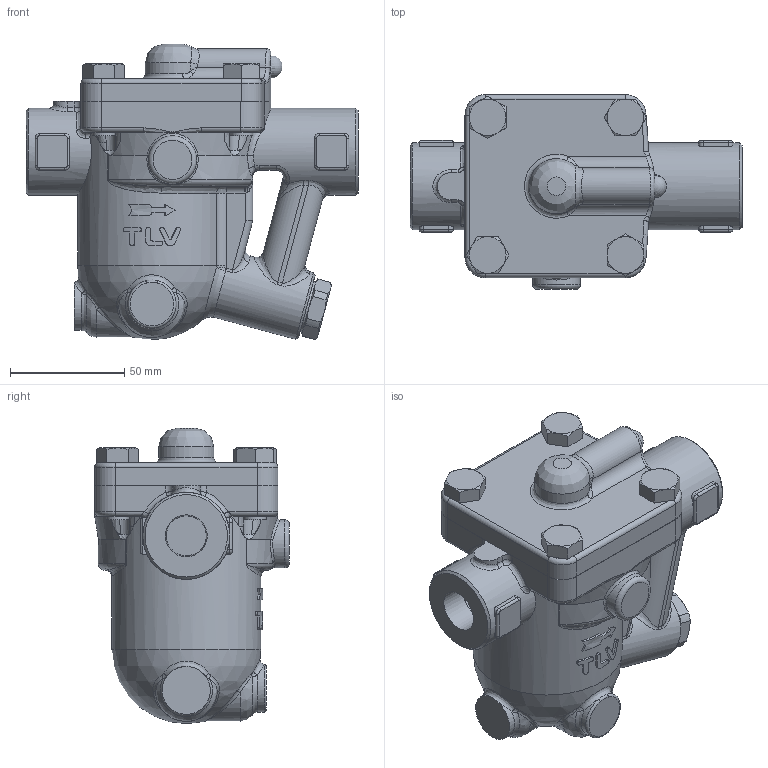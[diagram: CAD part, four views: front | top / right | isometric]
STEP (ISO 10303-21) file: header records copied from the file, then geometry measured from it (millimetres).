
FILE_DESCRIPTION((''),'2;1');
FILE_NAME('jh3sb-015-screw-00.stp','2009-10-15T13:28:14',('nakaot'),(''),'Autodesk Inventor 2008','Autodesk Inventor 2008','');
FILE_SCHEMA(('AUTOMOTIVE_DESIGN { 1 0 10303 214 1 1 1 1 }'));
Length unit declared in the file: millimetre
Products named in the file (1): jh3sb-015-screw-00
Bounding box: 145 x 85 x 129.08 mm (x, y, z)
Volume: 599014.6 mm3; surface area: 67341.9 mm2
Topology: 1 solids, 2 shells, 495 faces, 1213 edges, 729 vertices
Faces by surface type: bspline 163, cylinder 127, plane 121, cone 51, torus 28, sphere 5
Full cylindrical faces by diameter (mm): 10 x9, 21 x1, 23 x1, 30 x1, 38 x2, 56.5 x1
Entity records: 31054 total; most frequent: CARTESIAN_POINT 20774, ORIENTED_EDGE 2300, DIRECTION 1852, EDGE_CURVE 1150, AXIS2_PLACEMENT_3D 765, VERTEX_POINT 709, EDGE_LOOP 557, FACE_OUTER_BOUND 495
